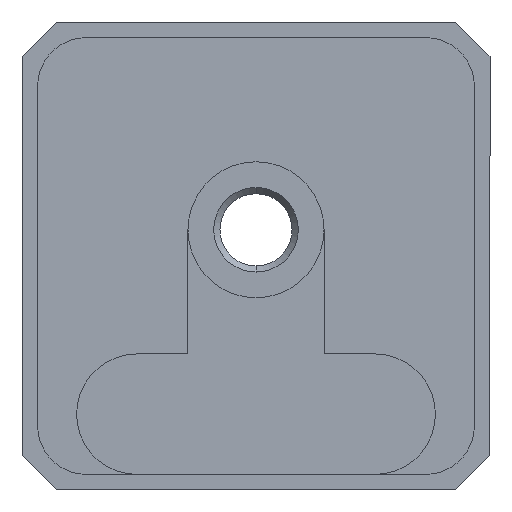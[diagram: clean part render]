
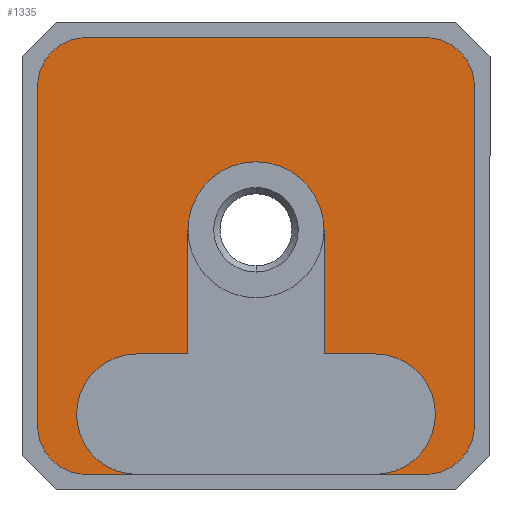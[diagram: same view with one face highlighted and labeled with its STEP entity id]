
A CAD part, front view. The second image highlights one B-rep face of the part: STEP entity #1335.
In plain terms, the highlighted planar face has unit normal (0, -1, 0).
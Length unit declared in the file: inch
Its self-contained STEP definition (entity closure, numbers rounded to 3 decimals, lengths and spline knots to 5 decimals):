
#25 = CARTESIAN_POINT ( 'NONE',  ( 0.272, 0.06, 0.35 ) ) ;
#34 = DIRECTION ( 'NONE',  ( 0., 0., 1. ) ) ;
#68 = CARTESIAN_POINT ( 'NONE',  ( -0.191, 0.06, -0.35 ) ) ;
#75 = VERTEX_POINT ( 'NONE', #250 ) ;
#90 = EDGE_CURVE ( 'NONE', #697, #421, #1163, .T. ) ;
#91 = CARTESIAN_POINT ( 'NONE',  ( -0.191, 0.06, -0.2535 ) ) ;
#103 = VECTOR ( 'NONE', #34, 39.37008 ) ;
#110 = CARTESIAN_POINT ( 'NONE',  ( -0.272, 0.06, -0.35 ) ) ;
#123 = AXIS2_PLACEMENT_3D ( 'NONE', #91, #1343, #571 ) ;
#124 = EDGE_CURVE ( 'NONE', #221, #75, #381, .T. ) ;
#130 = AXIS2_PLACEMENT_3D ( 'NONE', #814, #591, #352 ) ;
#132 = VERTEX_POINT ( 'NONE', #25 ) ;
#141 = DIRECTION ( 'NONE',  ( 0., -1., 0. ) ) ;
#149 = PLANE ( 'NONE',  #1423 ) ;
#153 = DIRECTION ( 'NONE',  ( 0., -1., 0. ) ) ;
#161 = CARTESIAN_POINT ( 'NONE',  ( -0.272, 0.06, -0.35 ) ) ;
#167 = LINE ( 'NONE', #411, #1369 ) ;
#173 = CARTESIAN_POINT ( 'NONE',  ( 0.109, 0.06, -0.157 ) ) ;
#178 = VERTEX_POINT ( 'NONE', #725 ) ;
#179 = AXIS2_PLACEMENT_3D ( 'NONE', #266, #141, #1409 ) ;
#187 = ORIENTED_EDGE ( 'NONE', *, *, #1190, .F. ) ;
#190 = CARTESIAN_POINT ( 'NONE',  ( -0.109, 0.06, -0.157 ) ) ;
#199 = ORIENTED_EDGE ( 'NONE', *, *, #862, .T. ) ;
#210 = CIRCLE ( 'NONE', #1208, 0.0965 ) ;
#215 = ORIENTED_EDGE ( 'NONE', *, *, #595, .F. ) ;
#221 = VERTEX_POINT ( 'NONE', #425 ) ;
#246 = ORIENTED_EDGE ( 'NONE', *, *, #983, .T. ) ;
#249 = DIRECTION ( 'NONE',  ( 0., -1., 0. ) ) ;
#250 = CARTESIAN_POINT ( 'NONE',  ( -0.35, 0.06, 0.272 ) ) ;
#251 = VERTEX_POINT ( 'NONE', #68 ) ;
#266 = CARTESIAN_POINT ( 'NONE',  ( 0.272, 0.06, -0.272 ) ) ;
#274 = DIRECTION ( 'NONE',  ( 0., 0., -1. ) ) ;
#281 = CARTESIAN_POINT ( 'NONE',  ( -0.272, 0.06, -0.272 ) ) ;
#313 = DIRECTION ( 'NONE',  ( 1., 0., 0. ) ) ;
#346 = CARTESIAN_POINT ( 'NONE',  ( 0.109, 0.06, 0.042 ) ) ;
#352 = DIRECTION ( 'NONE',  ( 0., 0., -1. ) ) ;
#368 = EDGE_CURVE ( 'NONE', #1286, #132, #409, .T. ) ;
#380 = VECTOR ( 'NONE', #313, 39.37008 ) ;
#381 = CIRCLE ( 'NONE', #581, 0.078 ) ;
#391 = DIRECTION ( 'NONE',  ( 0., -1., 0. ) ) ;
#397 = EDGE_CURVE ( 'NONE', #734, #251, #1351, .T. ) ;
#409 = CIRCLE ( 'NONE', #746, 0.078 ) ;
#411 = CARTESIAN_POINT ( 'NONE',  ( -0.109, 0.06, 0.042 ) ) ;
#421 = VERTEX_POINT ( 'NONE', #346 ) ;
#425 = CARTESIAN_POINT ( 'NONE',  ( -0.272, 0.06, 0.35 ) ) ;
#473 = CIRCLE ( 'NONE', #130, 0.109 ) ;
#475 = ORIENTED_EDGE ( 'NONE', *, *, #1418, .T. ) ;
#482 = EDGE_CURVE ( 'NONE', #806, #1363, #210, .T. ) ;
#489 = EDGE_CURVE ( 'NONE', #421, #1017, #473, .T. ) ;
#496 = ORIENTED_EDGE ( 'NONE', *, *, #397, .F. ) ;
#505 = LINE ( 'NONE', #981, #1394 ) ;
#515 = CARTESIAN_POINT ( 'NONE',  ( 0., 0.06, 0.042 ) ) ;
#524 = CIRCLE ( 'NONE', #1297, 0.109 ) ;
#536 = CARTESIAN_POINT ( 'NONE',  ( 0.109, 0.06, -0.157 ) ) ;
#571 = DIRECTION ( 'NONE',  ( 0., 0., -1. ) ) ;
#572 = CARTESIAN_POINT ( 'NONE',  ( 0.35, 0.06, 0.272 ) ) ;
#574 = ORIENTED_EDGE ( 'NONE', *, *, #482, .F. ) ;
#581 = AXIS2_PLACEMENT_3D ( 'NONE', #968, #1406, #1386 ) ;
#591 = DIRECTION ( 'NONE',  ( 0., -1., 0. ) ) ;
#595 = EDGE_CURVE ( 'NONE', #1017, #874, #524, .T. ) ;
#609 = ORIENTED_EDGE ( 'NONE', *, *, #124, .T. ) ;
#610 = DIRECTION ( 'NONE',  ( 0., 0., -1. ) ) ;
#622 = CARTESIAN_POINT ( 'NONE',  ( 0.109, 0.06, 0.042 ) ) ;
#626 = CARTESIAN_POINT ( 'NONE',  ( 0.191, 0.06, -0.157 ) ) ;
#633 = DIRECTION ( 'NONE',  ( 1., 0., 0. ) ) ;
#691 = CARTESIAN_POINT ( 'NONE',  ( -0.109, 0.06, -0.157 ) ) ;
#697 = VERTEX_POINT ( 'NONE', #173 ) ;
#701 = VECTOR ( 'NONE', #633, 39.37008 ) ;
#702 = VECTOR ( 'NONE', #1415, 39.37008 ) ;
#705 = LINE ( 'NONE', #691, #1003 ) ;
#715 = DIRECTION ( 'NONE',  ( -1., 0., 0. ) ) ;
#725 = CARTESIAN_POINT ( 'NONE',  ( 0.35, 0.06, -0.272 ) ) ;
#734 = VERTEX_POINT ( 'NONE', #1107 ) ;
#736 = CARTESIAN_POINT ( 'NONE',  ( -0.272, 0.06, 0.35 ) ) ;
#738 = DIRECTION ( 'NONE',  ( 0., 0., -1. ) ) ;
#746 = AXIS2_PLACEMENT_3D ( 'NONE', #1359, #1352, #798 ) ;
#756 = VERTEX_POINT ( 'NONE', #190 ) ;
#764 = CARTESIAN_POINT ( 'NONE',  ( 0., 0.06, 0.151 ) ) ;
#775 = ORIENTED_EDGE ( 'NONE', *, *, #1356, .T. ) ;
#798 = DIRECTION ( 'NONE',  ( 0., 0., 1. ) ) ;
#806 = VERTEX_POINT ( 'NONE', #1353 ) ;
#814 = CARTESIAN_POINT ( 'NONE',  ( 0., 0.06, 0.042 ) ) ;
#817 = ORIENTED_EDGE ( 'NONE', *, *, #90, .F. ) ;
#862 = EDGE_CURVE ( 'NONE', #178, #1286, #1464, .T. ) ;
#874 = VERTEX_POINT ( 'NONE', #997 ) ;
#878 = LINE ( 'NONE', #536, #1470 ) ;
#906 = CIRCLE ( 'NONE', #978, 0.078 ) ;
#910 = EDGE_CURVE ( 'NONE', #874, #756, #167, .T. ) ;
#934 = CARTESIAN_POINT ( 'NONE',  ( 0.272, 0.06, -0.35 ) ) ;
#963 = EDGE_CURVE ( 'NONE', #75, #1023, #505, .T. ) ;
#966 = DIRECTION ( 'NONE',  ( 0., 0., -1. ) ) ;
#968 = CARTESIAN_POINT ( 'NONE',  ( -0.272, 0.06, 0.272 ) ) ;
#978 = AXIS2_PLACEMENT_3D ( 'NONE', #1257, #1026, #1244 ) ;
#981 = CARTESIAN_POINT ( 'NONE',  ( -0.35, 0.06, 0.272 ) ) ;
#983 = EDGE_CURVE ( 'NONE', #1287, #251, #1087, .T. ) ;
#997 = CARTESIAN_POINT ( 'NONE',  ( -0.109, 0.06, 0.042 ) ) ;
#1003 = VECTOR ( 'NONE', #715, 39.37008 ) ;
#1012 = EDGE_CURVE ( 'NONE', #806, #1262, #1013, .T. ) ;
#1013 = LINE ( 'NONE', #1326, #380 ) ;
#1016 = ORIENTED_EDGE ( 'NONE', *, *, #963, .T. ) ;
#1017 = VERTEX_POINT ( 'NONE', #764 ) ;
#1023 = VERTEX_POINT ( 'NONE', #1238 ) ;
#1026 = DIRECTION ( 'NONE',  ( 0., -1., 0. ) ) ;
#1031 = DIRECTION ( 'NONE',  ( 0., 0., 1. ) ) ;
#1040 = ORIENTED_EDGE ( 'NONE', *, *, #1068, .F. ) ;
#1067 = ORIENTED_EDGE ( 'NONE', *, *, #368, .T. ) ;
#1068 = EDGE_CURVE ( 'NONE', #1363, #697, #878, .T. ) ;
#1078 = EDGE_LOOP ( 'NONE', ( #817, #1040, #574, #1377, #475, #199, #1067, #775, #609, #1016, #1185, #246, #496, #187, #1095, #215, #1422 ) ) ;
#1087 = LINE ( 'NONE', #161, #701 ) ;
#1095 = ORIENTED_EDGE ( 'NONE', *, *, #910, .F. ) ;
#1107 = CARTESIAN_POINT ( 'NONE',  ( -0.191, 0.06, -0.157 ) ) ;
#1115 = DIRECTION ( 'NONE',  ( 0., 0., 1. ) ) ;
#1149 = CARTESIAN_POINT ( 'NONE',  ( 0.35, 0.06, 0.272 ) ) ;
#1150 = CARTESIAN_POINT ( 'NONE',  ( 0.191, 0.06, -0.2535 ) ) ;
#1163 = LINE ( 'NONE', #622, #103 ) ;
#1182 = FACE_OUTER_BOUND ( 'NONE', #1078, .T. ) ;
#1185 = ORIENTED_EDGE ( 'NONE', *, *, #1203, .T. ) ;
#1190 = EDGE_CURVE ( 'NONE', #756, #734, #705, .T. ) ;
#1203 = EDGE_CURVE ( 'NONE', #1023, #1287, #906, .T. ) ;
#1208 = AXIS2_PLACEMENT_3D ( 'NONE', #1150, #249, #1031 ) ;
#1238 = CARTESIAN_POINT ( 'NONE',  ( -0.35, 0.06, -0.272 ) ) ;
#1244 = DIRECTION ( 'NONE',  ( 0., 0., -1. ) ) ;
#1257 = CARTESIAN_POINT ( 'NONE',  ( -0.272, 0.06, -0.272 ) ) ;
#1262 = VERTEX_POINT ( 'NONE', #934 ) ;
#1286 = VERTEX_POINT ( 'NONE', #1149 ) ;
#1287 = VERTEX_POINT ( 'NONE', #110 ) ;
#1297 = AXIS2_PLACEMENT_3D ( 'NONE', #515, #153, #738 ) ;
#1326 = CARTESIAN_POINT ( 'NONE',  ( -0.272, 0.06, -0.35 ) ) ;
#1335 = ADVANCED_FACE ( 'NONE', ( #1182 ), #149, .T. ) ;
#1343 = DIRECTION ( 'NONE',  ( 0., -1., 0. ) ) ;
#1351 = CIRCLE ( 'NONE', #123, 0.0965 ) ;
#1352 = DIRECTION ( 'NONE',  ( 0., -1., 0. ) ) ;
#1353 = CARTESIAN_POINT ( 'NONE',  ( 0.191, 0.06, -0.35 ) ) ;
#1356 = EDGE_CURVE ( 'NONE', #132, #221, #1402, .T. ) ;
#1359 = CARTESIAN_POINT ( 'NONE',  ( 0.272, 0.06, 0.272 ) ) ;
#1363 = VERTEX_POINT ( 'NONE', #626 ) ;
#1369 = VECTOR ( 'NONE', #966, 39.37008 ) ;
#1377 = ORIENTED_EDGE ( 'NONE', *, *, #1012, .T. ) ;
#1386 = DIRECTION ( 'NONE',  ( 0., 0., -1. ) ) ;
#1394 = VECTOR ( 'NONE', #274, 39.37008 ) ;
#1402 = LINE ( 'NONE', #736, #702 ) ;
#1406 = DIRECTION ( 'NONE',  ( 0., -1., 0. ) ) ;
#1409 = DIRECTION ( 'NONE',  ( 0., 0., -1. ) ) ;
#1415 = DIRECTION ( 'NONE',  ( -1., 0., 0. ) ) ;
#1418 = EDGE_CURVE ( 'NONE', #1262, #178, #1446, .T. ) ;
#1421 = VECTOR ( 'NONE', #1115, 39.37008 ) ;
#1422 = ORIENTED_EDGE ( 'NONE', *, *, #489, .F. ) ;
#1423 = AXIS2_PLACEMENT_3D ( 'NONE', #281, #391, #610 ) ;
#1446 = CIRCLE ( 'NONE', #179, 0.078 ) ;
#1457 = DIRECTION ( 'NONE',  ( -1., 0., 0. ) ) ;
#1464 = LINE ( 'NONE', #572, #1421 ) ;
#1470 = VECTOR ( 'NONE', #1457, 39.37008 ) ;
